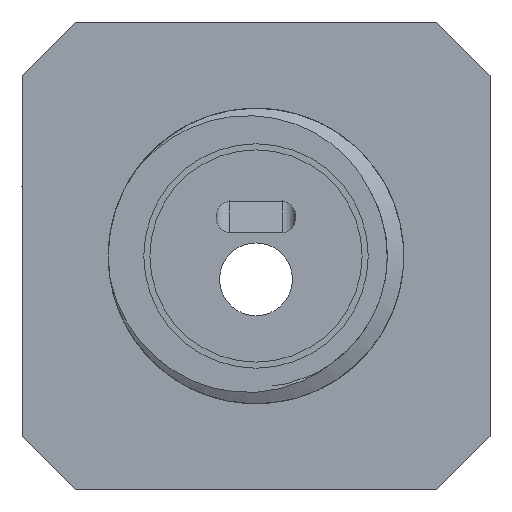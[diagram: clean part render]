
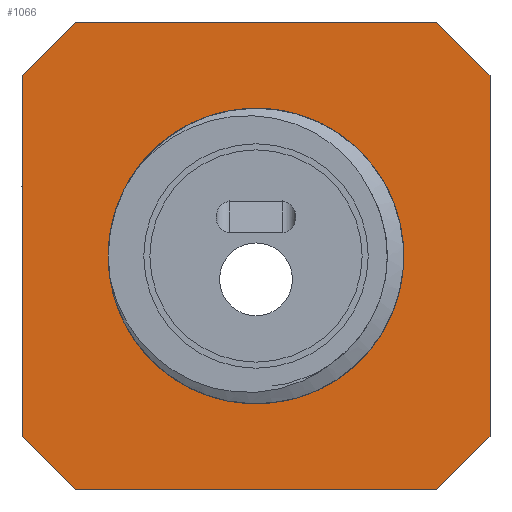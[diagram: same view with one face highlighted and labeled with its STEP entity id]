
A CAD part, left-side view. The second image highlights one B-rep face of the part: STEP entity #1066.
In plain terms, the highlighted planar face has unit normal (-1, 0, 0).
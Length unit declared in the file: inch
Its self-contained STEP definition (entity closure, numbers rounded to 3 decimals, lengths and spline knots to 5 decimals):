
#37=FACE_BOUND('',#195,.T.);
#62=PLANE('',#1169);
#122=FACE_OUTER_BOUND('',#194,.T.);
#194=EDGE_LOOP('',(#955,#956,#957,#958,#959,#960,#961,#962));
#195=EDGE_LOOP('',(#963));
#202=CIRCLE('',#1088,0.2784);
#332=LINE('',#2946,#422);
#334=LINE('',#2950,#424);
#336=LINE('',#2954,#426);
#337=LINE('',#2956,#427);
#338=LINE('',#2958,#428);
#339=LINE('',#2960,#429);
#340=LINE('',#2962,#430);
#341=LINE('',#2963,#431);
#422=VECTOR('',#1415,0.3937);
#424=VECTOR('',#1419,0.3937);
#426=VECTOR('',#1423,0.3937);
#427=VECTOR('',#1424,0.3937);
#428=VECTOR('',#1425,0.3937);
#429=VECTOR('',#1426,0.3937);
#430=VECTOR('',#1427,0.3937);
#431=VECTOR('',#1428,0.3937);
#440=VERTEX_POINT('',#1495);
#531=VERTEX_POINT('',#2943);
#532=VERTEX_POINT('',#2945);
#533=VERTEX_POINT('',#2949);
#534=VERTEX_POINT('',#2953);
#535=VERTEX_POINT('',#2955);
#536=VERTEX_POINT('',#2957);
#537=VERTEX_POINT('',#2959);
#538=VERTEX_POINT('',#2961);
#542=EDGE_CURVE('',#440,#440,#202,.F.);
#675=EDGE_CURVE('',#531,#532,#332,.T.);
#677=EDGE_CURVE('',#533,#532,#334,.T.);
#679=EDGE_CURVE('',#531,#534,#336,.T.);
#680=EDGE_CURVE('',#535,#534,#337,.T.);
#681=EDGE_CURVE('',#535,#536,#338,.T.);
#682=EDGE_CURVE('',#537,#536,#339,.T.);
#683=EDGE_CURVE('',#537,#538,#340,.T.);
#684=EDGE_CURVE('',#533,#538,#341,.T.);
#955=ORIENTED_EDGE('',*,*,#675,.F.);
#956=ORIENTED_EDGE('',*,*,#679,.T.);
#957=ORIENTED_EDGE('',*,*,#680,.F.);
#958=ORIENTED_EDGE('',*,*,#681,.T.);
#959=ORIENTED_EDGE('',*,*,#682,.F.);
#960=ORIENTED_EDGE('',*,*,#683,.T.);
#961=ORIENTED_EDGE('',*,*,#684,.F.);
#962=ORIENTED_EDGE('',*,*,#677,.T.);
#963=ORIENTED_EDGE('',*,*,#542,.T.);
#1066=ADVANCED_FACE('',(#122,#37),#62,.F.);
#1088=AXIS2_PLACEMENT_3D('',#1497,#1182,#1183);
#1169=AXIS2_PLACEMENT_3D('',#2952,#1421,#1422);
#1182=DIRECTION('center_axis',(-1.,0.,0.));
#1183=DIRECTION('ref_axis',(0.,-1.,0.));
#1415=DIRECTION('',(0.,0.707,-0.707));
#1419=DIRECTION('',(0.,-1.,0.));
#1421=DIRECTION('center_axis',(1.,0.,0.));
#1422=DIRECTION('ref_axis',(0.,1.,0.));
#1423=DIRECTION('',(0.,0.,1.));
#1424=DIRECTION('',(0.,-0.707,-0.707));
#1425=DIRECTION('',(0.,1.,0.));
#1426=DIRECTION('',(0.,-0.707,0.707));
#1427=DIRECTION('',(0.,0.,-1.));
#1428=DIRECTION('',(0.,0.707,0.707));
#1495=CARTESIAN_POINT('',(0.,7.60551,5.49646));
#1497=CARTESIAN_POINT('Origin',(0.,7.32711,5.49646));
#2943=CARTESIAN_POINT('',(0.,6.88611,5.15546));
#2945=CARTESIAN_POINT('',(0.,6.98611,5.05546));
#2946=CARTESIAN_POINT('',(0.,6.93611,5.10546));
#2949=CARTESIAN_POINT('',(0.,7.66811,5.05546));
#2950=CARTESIAN_POINT('',(0.,7.76811,5.05546));
#2952=CARTESIAN_POINT('Origin',(0.,7.32711,5.49646));
#2953=CARTESIAN_POINT('',(0.,6.88611,5.83746));
#2954=CARTESIAN_POINT('',(0.,6.88611,5.05546));
#2955=CARTESIAN_POINT('',(0.,6.98611,5.93746));
#2956=CARTESIAN_POINT('',(0.,6.93611,5.88746));
#2957=CARTESIAN_POINT('',(0.,7.66811,5.93746));
#2958=CARTESIAN_POINT('',(0.,6.88611,5.93746));
#2959=CARTESIAN_POINT('',(0.,7.76811,5.83746));
#2960=CARTESIAN_POINT('',(0.,7.71811,5.88746));
#2961=CARTESIAN_POINT('',(0.,7.76811,5.15546));
#2962=CARTESIAN_POINT('',(0.,7.76811,5.93746));
#2963=CARTESIAN_POINT('',(0.,7.71811,5.10546));
